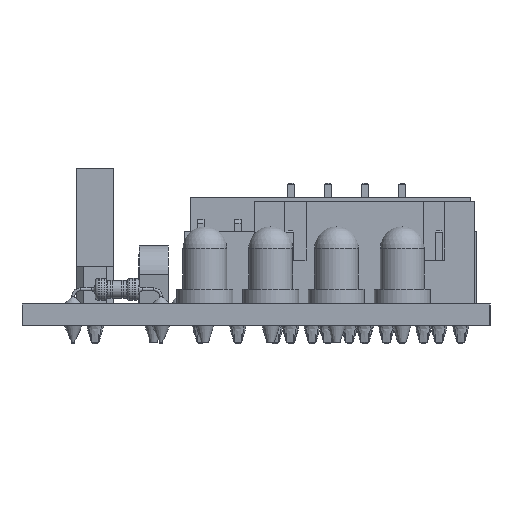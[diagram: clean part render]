
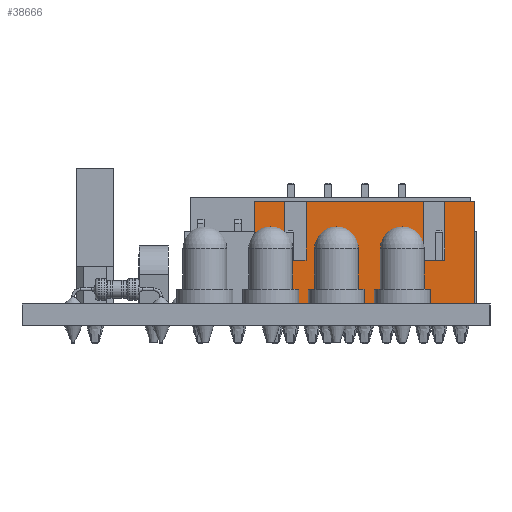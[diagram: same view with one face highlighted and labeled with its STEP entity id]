
A CAD part, left-side view. The second image highlights one B-rep face of the part: STEP entity #38666.
In plain terms, the highlighted face is planar.
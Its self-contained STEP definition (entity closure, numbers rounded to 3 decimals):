
#5604=FACE_OUTER_BOUND('',#8115,.T.);
#8115=EDGE_LOOP('',(#34579,#34580,#34581,#34582,#34583,#34584,#34585,#34586,
#34587,#34588,#34589,#34590));
#11623=LINE('',#70159,#15274);
#11625=LINE('',#70165,#15276);
#11628=LINE('',#70170,#15279);
#11633=LINE('',#70180,#15284);
#11635=LINE('',#70186,#15286);
#11638=LINE('',#70191,#15289);
#11650=LINE('',#70214,#15301);
#11652=LINE('',#70217,#15303);
#11665=LINE('',#70244,#15316);
#11670=LINE('',#70253,#15321);
#11674=LINE('',#70261,#15325);
#11689=LINE('',#70291,#15340);
#15274=VECTOR('',#48033,10.);
#15276=VECTOR('',#48037,10.);
#15279=VECTOR('',#48042,10.);
#15284=VECTOR('',#48049,10.);
#15286=VECTOR('',#48053,10.);
#15289=VECTOR('',#48058,10.);
#15301=VECTOR('',#48074,10.);
#15303=VECTOR('',#48078,10.);
#15316=VECTOR('',#48101,10.);
#15321=VECTOR('',#48108,10.);
#15325=VECTOR('',#48114,10.);
#15340=VECTOR('',#48143,10.);
#18905=VERTEX_POINT('',#70153);
#18907=VERTEX_POINT('',#70157);
#18908=VERTEX_POINT('',#70161);
#18910=VERTEX_POINT('',#70164);
#18913=VERTEX_POINT('',#70174);
#18915=VERTEX_POINT('',#70178);
#18916=VERTEX_POINT('',#70182);
#18918=VERTEX_POINT('',#70185);
#18928=VERTEX_POINT('',#70213);
#18937=VERTEX_POINT('',#70243);
#18940=VERTEX_POINT('',#70251);
#18943=VERTEX_POINT('',#70259);
#24129=EDGE_CURVE('',#18905,#18907,#11623,.T.);
#24131=EDGE_CURVE('',#18910,#18908,#11625,.T.);
#24134=EDGE_CURVE('',#18907,#18910,#11628,.T.);
#24139=EDGE_CURVE('',#18913,#18915,#11633,.T.);
#24141=EDGE_CURVE('',#18918,#18916,#11635,.T.);
#24144=EDGE_CURVE('',#18915,#18918,#11638,.T.);
#24156=EDGE_CURVE('',#18913,#18928,#11650,.T.);
#24158=EDGE_CURVE('',#18905,#18916,#11652,.T.);
#24171=EDGE_CURVE('',#18937,#18928,#11665,.T.);
#24176=EDGE_CURVE('',#18940,#18908,#11670,.T.);
#24180=EDGE_CURVE('',#18943,#18940,#11674,.T.);
#24195=EDGE_CURVE('',#18937,#18943,#11689,.T.);
#34579=ORIENTED_EDGE('',*,*,#24131,.T.);
#34580=ORIENTED_EDGE('',*,*,#24176,.F.);
#34581=ORIENTED_EDGE('',*,*,#24180,.F.);
#34582=ORIENTED_EDGE('',*,*,#24195,.F.);
#34583=ORIENTED_EDGE('',*,*,#24171,.T.);
#34584=ORIENTED_EDGE('',*,*,#24156,.F.);
#34585=ORIENTED_EDGE('',*,*,#24139,.T.);
#34586=ORIENTED_EDGE('',*,*,#24144,.T.);
#34587=ORIENTED_EDGE('',*,*,#24141,.T.);
#34588=ORIENTED_EDGE('',*,*,#24158,.F.);
#34589=ORIENTED_EDGE('',*,*,#24129,.T.);
#34590=ORIENTED_EDGE('',*,*,#24134,.T.);
#36510=PLANE('',#40909);
#38666=ADVANCED_FACE('',(#5604),#36510,.T.);
#40909=AXIS2_PLACEMENT_3D('',#70290,#48141,#48142);
#48033=DIRECTION('',(0.,0.,-1.));
#48037=DIRECTION('',(0.,0.,1.));
#48042=DIRECTION('',(-1.,0.,0.));
#48049=DIRECTION('',(0.,0.,-1.));
#48053=DIRECTION('',(0.,0.,1.));
#48058=DIRECTION('',(-1.,0.,0.));
#48074=DIRECTION('',(1.,0.,0.));
#48078=DIRECTION('',(1.,0.,0.));
#48101=DIRECTION('',(0.,0.,1.));
#48108=DIRECTION('',(1.,0.,0.));
#48114=DIRECTION('',(0.,0.,1.));
#48141=DIRECTION('center_axis',(0.,-1.,0.));
#48142=DIRECTION('ref_axis',(1.,0.,0.));
#48143=DIRECTION('',(-1.,0.,0.));
#70153=CARTESIAN_POINT('',(-4.,-3.,7.));
#70157=CARTESIAN_POINT('',(-4.,-3.,3.));
#70159=CARTESIAN_POINT('',(-4.,-3.,3.5));
#70161=CARTESIAN_POINT('',(-5.5,-3.,7.));
#70164=CARTESIAN_POINT('',(-5.5,-3.,3.));
#70165=CARTESIAN_POINT('',(-5.5,-3.,3.5));
#70170=CARTESIAN_POINT('',(-6.125,-3.,3.));
#70174=CARTESIAN_POINT('',(5.5,-3.,7.));
#70178=CARTESIAN_POINT('',(5.5,-3.,3.));
#70180=CARTESIAN_POINT('',(5.5,-3.,3.5));
#70182=CARTESIAN_POINT('',(4.,-3.,7.));
#70185=CARTESIAN_POINT('',(4.,-3.,3.));
#70186=CARTESIAN_POINT('',(4.,-3.,3.5));
#70191=CARTESIAN_POINT('',(-1.375,-3.,3.));
#70213=CARTESIAN_POINT('',(7.5,-3.,7.));
#70214=CARTESIAN_POINT('',(7.5,-3.,7.));
#70217=CARTESIAN_POINT('',(7.5,-3.,7.));
#70243=CARTESIAN_POINT('',(7.5,-3.,0.));
#70244=CARTESIAN_POINT('',(7.5,-3.,0.));
#70251=CARTESIAN_POINT('',(-7.5,-3.,7.));
#70253=CARTESIAN_POINT('',(7.5,-3.,7.));
#70259=CARTESIAN_POINT('',(-7.5,-3.,0.));
#70261=CARTESIAN_POINT('',(-7.5,-3.,0.));
#70290=CARTESIAN_POINT('Origin',(-7.5,-3.,0.));
#70291=CARTESIAN_POINT('',(7.5,-3.,0.));
